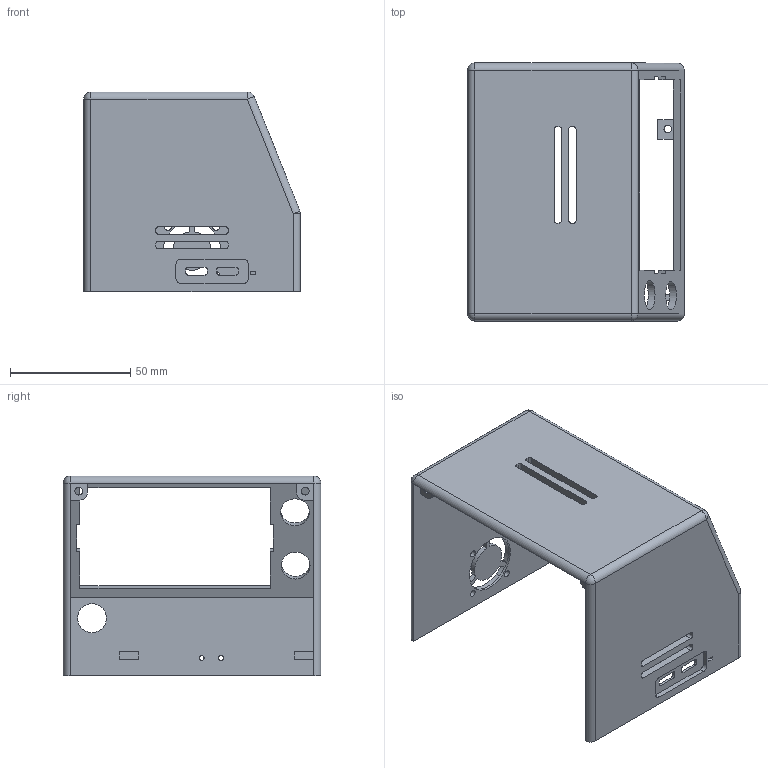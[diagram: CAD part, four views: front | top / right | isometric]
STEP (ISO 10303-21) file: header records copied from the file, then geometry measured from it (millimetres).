
FILE_DESCRIPTION(('CATIA V5 STEP Exchange'),'2;1');
FILE_NAME('top.stp','2025-05-22T06:10:37+00:00',('none'),('none'),'CATIA Version 5 Release 20 GA (IN-10)','CATIA V5 STEP AP203','none');
FILE_SCHEMA(('CONFIG_CONTROL_DESIGN'));
Length unit declared in the file: millimetre
Products named in the file (1): Part25
Bounding box: 90 x 107 x 83 mm (x, y, z)
Volume: 73389.6 mm3; surface area: 53977.6 mm2
Topology: 1 solids, 1 shells, 179 faces, 510 edges, 328 vertices
Faces by surface type: cylinder 88, plane 85, sphere 6
Entity records: 5528 total; most frequent: ORIENTED_EDGE 1008, CARTESIAN_POINT 964, DIRECTION 766, EDGE_CURVE 504, VERTEX_POINT 328, VECTOR 323, LINE 323, AXIS2_PLACEMENT_3D 313
